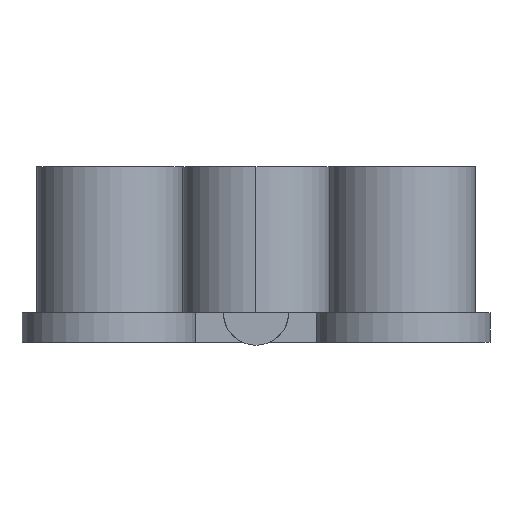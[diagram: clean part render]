
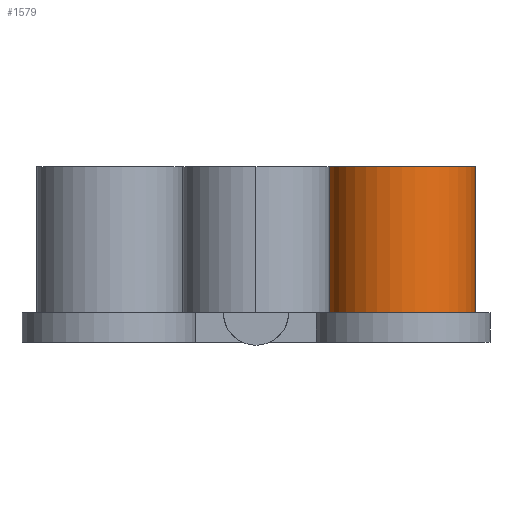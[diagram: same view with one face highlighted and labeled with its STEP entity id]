
A CAD part, front view. The second image highlights one B-rep face of the part: STEP entity #1579.
In plain terms, the highlighted cylindrical face has radius 5.004 mm (diameter 10.008 mm), a partial arc.
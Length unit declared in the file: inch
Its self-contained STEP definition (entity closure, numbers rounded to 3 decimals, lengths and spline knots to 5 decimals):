
#47 = CARTESIAN_POINT ( 'NONE',  ( 0., 0.4332, 0.197 ) ) ;
#141 = LINE ( 'NONE', #871, #1258 ) ;
#295 = FACE_OUTER_BOUND ( 'NONE', #1302, .T. ) ;
#424 = AXIS2_PLACEMENT_3D ( 'NONE', #718, #1477, #2374 ) ;
#503 = CIRCLE ( 'NONE', #424, 0.197 ) ;
#520 = CARTESIAN_POINT ( 'NONE',  ( 0., 0.4332, 0.197 ) ) ;
#535 = CARTESIAN_POINT ( 'NONE',  ( 0., 0.0395, -0.197 ) ) ;
#545 = AXIS2_PLACEMENT_3D ( 'NONE', #1628, #1073, #554 ) ;
#549 = VERTEX_POINT ( 'NONE', #737 ) ;
#554 = DIRECTION ( 'NONE',  ( 0., 0., 1. ) ) ;
#718 = CARTESIAN_POINT ( 'NONE',  ( 0., 0.4332, 0. ) ) ;
#720 = DIRECTION ( 'NONE',  ( 0., -1., 0. ) ) ;
#737 = CARTESIAN_POINT ( 'NONE',  ( 0., 0.4332, -0.197 ) ) ;
#871 = CARTESIAN_POINT ( 'NONE',  ( 0., 0.4332, -0.197 ) ) ;
#984 = AXIS2_PLACEMENT_3D ( 'NONE', #1635, #1454, #1427 ) ;
#1073 = DIRECTION ( 'NONE',  ( 0., 1., 0. ) ) ;
#1161 = VERTEX_POINT ( 'NONE', #535 ) ;
#1258 = VECTOR ( 'NONE', #720, 39.37008 ) ;
#1272 = EDGE_CURVE ( 'NONE', #1161, #1548, #1610, .T. ) ;
#1284 = ORIENTED_EDGE ( 'NONE', *, *, #1781, .F. ) ;
#1302 = EDGE_LOOP ( 'NONE', ( #1609, #1284, #1921, #1720 ) ) ;
#1427 = DIRECTION ( 'NONE',  ( 0., 0., -1. ) ) ;
#1454 = DIRECTION ( 'NONE',  ( 0., -1., 0. ) ) ;
#1477 = DIRECTION ( 'NONE',  ( 0., 1., 0. ) ) ;
#1508 = EDGE_CURVE ( 'NONE', #549, #1161, #141, .T. ) ;
#1535 = DIRECTION ( 'NONE',  ( 0., -1., 0. ) ) ;
#1548 = VERTEX_POINT ( 'NONE', #1975 ) ;
#1579 = ADVANCED_FACE ( 'Face1', ( #295 ), #1816, .T. ) ;
#1609 = ORIENTED_EDGE ( 'NONE', *, *, #2046, .F. ) ;
#1610 = CIRCLE ( 'NONE', #545, 0.197 ) ;
#1628 = CARTESIAN_POINT ( 'NONE',  ( 0., 0.0395, 0. ) ) ;
#1635 = CARTESIAN_POINT ( 'NONE',  ( 0., 0.4332, 0. ) ) ;
#1720 = ORIENTED_EDGE ( 'NONE', *, *, #1272, .T. ) ;
#1765 = VECTOR ( 'NONE', #1535, 39.37008 ) ;
#1771 = VERTEX_POINT ( 'NONE', #520 ) ;
#1781 = EDGE_CURVE ( 'NONE', #549, #1771, #503, .T. ) ;
#1816 = CYLINDRICAL_SURFACE ( 'NONE', #984, 0.197 ) ;
#1921 = ORIENTED_EDGE ( 'NONE', *, *, #1508, .T. ) ;
#1975 = CARTESIAN_POINT ( 'NONE',  ( 0., 0.0395, 0.197 ) ) ;
#2046 = EDGE_CURVE ( 'NONE', #1771, #1548, #2106, .T. ) ;
#2106 = LINE ( 'NONE', #47, #1765 ) ;
#2374 = DIRECTION ( 'NONE',  ( 0., 0., 1. ) ) ;
